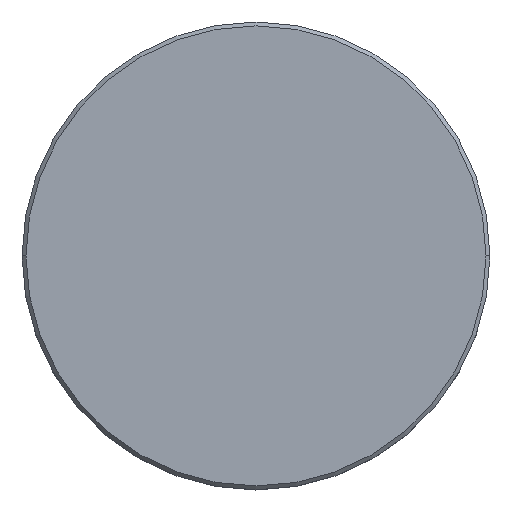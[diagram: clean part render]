
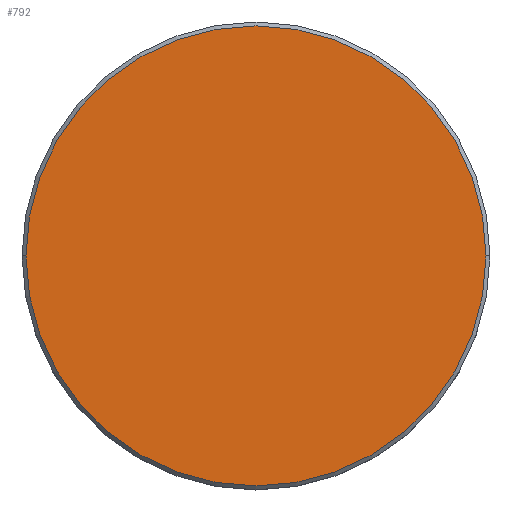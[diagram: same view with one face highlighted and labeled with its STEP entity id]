
A CAD part, top view. The second image highlights one B-rep face of the part: STEP entity #792.
In plain terms, the highlighted planar face has unit normal (0, 0, 1).
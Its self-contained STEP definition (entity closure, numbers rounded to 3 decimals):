
#32 = AXIS2_PLACEMENT_3D ( 'NONE', #707, #100, #604 ) ;
#48 = PLANE ( 'NONE',  #670 ) ;
#93 = ORIENTED_EDGE ( 'NONE', *, *, #523, .T. ) ;
#97 = CARTESIAN_POINT ( 'NONE',  ( -29.5, 0., 0. ) ) ;
#100 = DIRECTION ( 'NONE',  ( 0., 0., 1. ) ) ;
#192 = VERTEX_POINT ( 'NONE', #97 ) ;
#247 = CARTESIAN_POINT ( 'NONE',  ( 0., 0., 0. ) ) ;
#364 = CIRCLE ( 'NONE', #828, 29.5 ) ;
#406 = DIRECTION ( 'NONE',  ( 0., 0., 1. ) ) ;
#421 = FACE_OUTER_BOUND ( 'NONE', #870, .T. ) ;
#523 = EDGE_CURVE ( 'NONE', #970, #192, #905, .T. ) ;
#570 = EDGE_CURVE ( 'NONE', #192, #970, #364, .T. ) ;
#604 = DIRECTION ( 'NONE',  ( 1., 0., 0. ) ) ;
#657 = ORIENTED_EDGE ( 'NONE', *, *, #570, .T. ) ;
#670 = AXIS2_PLACEMENT_3D ( 'NONE', #247, #406, #1149 ) ;
#707 = CARTESIAN_POINT ( 'NONE',  ( 0., 0., 0. ) ) ;
#712 = CARTESIAN_POINT ( 'NONE',  ( 0., 0., 0. ) ) ;
#792 = ADVANCED_FACE ( 'NONE', ( #421 ), #48, .T. ) ;
#798 = CARTESIAN_POINT ( 'NONE',  ( 29.5, 0., 0. ) ) ;
#814 = DIRECTION ( 'NONE',  ( 1., 0., 0. ) ) ;
#828 = AXIS2_PLACEMENT_3D ( 'NONE', #712, #1095, #814 ) ;
#870 = EDGE_LOOP ( 'NONE', ( #657, #93 ) ) ;
#905 = CIRCLE ( 'NONE', #32, 29.5 ) ;
#970 = VERTEX_POINT ( 'NONE', #798 ) ;
#1095 = DIRECTION ( 'NONE',  ( 0., 0., 1. ) ) ;
#1149 = DIRECTION ( 'NONE',  ( 1., 0., 0. ) ) ;
